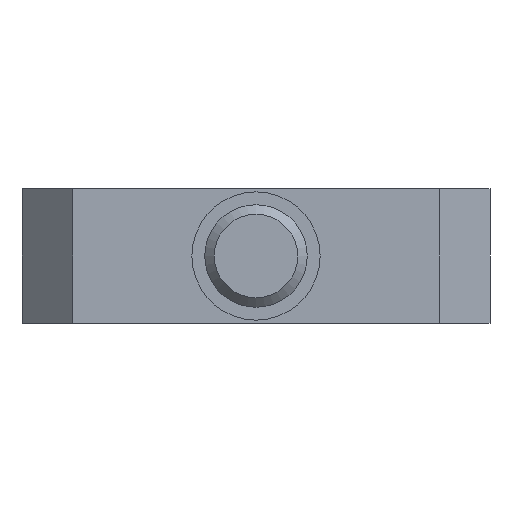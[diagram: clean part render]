
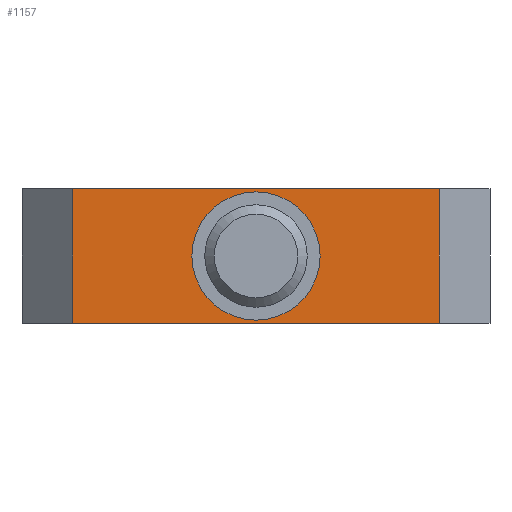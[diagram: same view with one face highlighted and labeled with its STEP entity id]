
A CAD part, left-side view. The second image highlights one B-rep face of the part: STEP entity #1157.
In plain terms, the highlighted planar face has unit normal (-1, 0, 0).
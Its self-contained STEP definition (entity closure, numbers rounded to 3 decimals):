
#802=CARTESIAN_POINT('',(-36.5,0.0,10.));
#803=VERTEX_POINT('',#802);
#804=CARTESIAN_POINT('',(-36.5,0.0,0.0));
#805=DIRECTION('',(1.0,0.0,0.0));
#806=DIRECTION('',(0.0,0.0,1.0));
#807=AXIS2_PLACEMENT_3D('',#804,#805,#806);
#808=CIRCLE('',#807,10.);
#809=EDGE_CURVE('',#803,#803,#808,.T.);
#871=CARTESIAN_POINT('',(-36.5,-28.554,-10.5));
#872=VERTEX_POINT('',#871);
#881=CARTESIAN_POINT('',(-36.5,28.554,-10.5));
#882=VERTEX_POINT('',#881);
#883=CARTESIAN_POINT('',(-36.5,28.554,-10.5));
#884=DIRECTION('',(0.0,-1.0,0.0));
#885=VECTOR('',#884,57.108);
#886=LINE('',#883,#885);
#887=EDGE_CURVE('',#882,#872,#886,.T.);
#965=CARTESIAN_POINT('',(-36.5,28.554,10.5));
#966=VERTEX_POINT('',#965);
#982=CARTESIAN_POINT('',(-36.5,28.554,10.5));
#983=DIRECTION('',(0.0,0.0,-1.0));
#984=VECTOR('',#983,21.0);
#985=LINE('',#982,#984);
#986=EDGE_CURVE('',#966,#882,#985,.T.);
#1119=CARTESIAN_POINT('',(-36.5,-28.554,10.5));
#1120=VERTEX_POINT('',#1119);
#1127=CARTESIAN_POINT('',(-36.5,-28.554,-10.5));
#1128=DIRECTION('',(0.0,0.0,1.0));
#1129=VECTOR('',#1128,21.0);
#1130=LINE('',#1127,#1129);
#1131=EDGE_CURVE('',#872,#1120,#1130,.T.);
#1138=CARTESIAN_POINT('',(-36.5,-28.554,0.0));
#1139=DIRECTION('',(-1.0,0.0,0.0));
#1140=DIRECTION('',(0.0,0.0,1.0));
#1141=AXIS2_PLACEMENT_3D('',#1138,#1139,#1140);
#1142=PLANE('',#1141);
#1143=CARTESIAN_POINT('',(-36.5,-28.554,10.5));
#1144=DIRECTION('',(0.0,1.0,0.0));
#1145=VECTOR('',#1144,57.108);
#1146=LINE('',#1143,#1145);
#1147=EDGE_CURVE('',#1120,#966,#1146,.T.);
#1148=ORIENTED_EDGE('',*,*,#1147,.T.);
#1149=ORIENTED_EDGE('',*,*,#986,.T.);
#1150=ORIENTED_EDGE('',*,*,#887,.T.);
#1151=ORIENTED_EDGE('',*,*,#1131,.T.);
#1152=EDGE_LOOP('',(#1148,#1149,#1150,#1151));
#1153=FACE_OUTER_BOUND('',#1152,.T.);
#1154=ORIENTED_EDGE('',*,*,#809,.T.);
#1155=EDGE_LOOP('',(#1154));
#1156=FACE_BOUND('',#1155,.T.);
#1157=ADVANCED_FACE('',(#1153,#1156),#1142,.T.);
